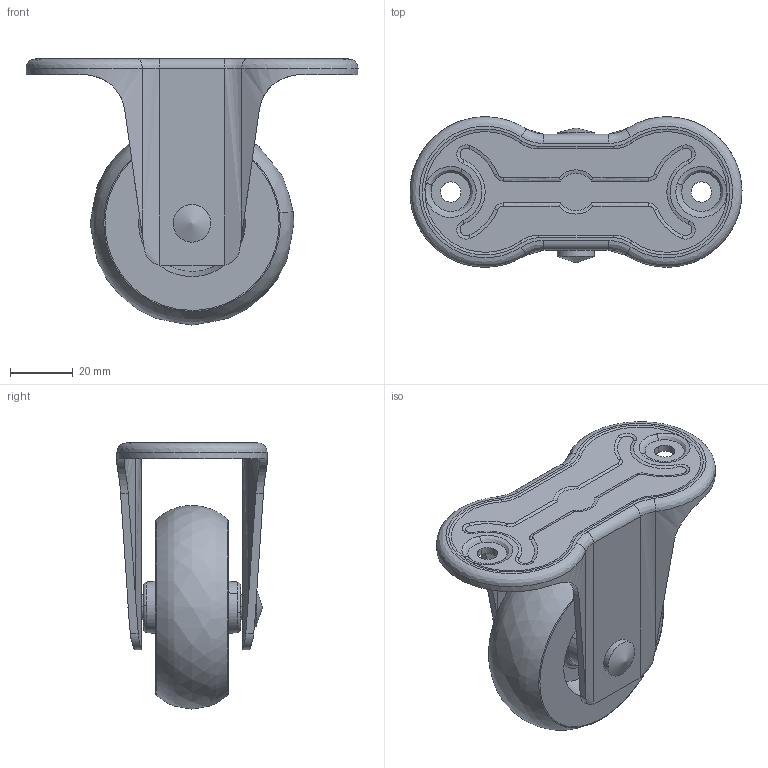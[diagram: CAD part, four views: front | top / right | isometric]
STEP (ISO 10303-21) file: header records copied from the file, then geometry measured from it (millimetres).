
FILE_DESCRIPTION((''),'2;1');
FILE_NAME('','2005-12-16T14:19:17',(''),(''),'','CADfix','');
FILE_SCHEMA(('AUTOMOTIVE_DESIGN'));
Length unit declared in the file: millimetre
Products named in the file (4): wheel; body; axle; No_605G_N_M_15567_36
Assembly tree (3 placements, depth 2):
  No_605G_N_M_15567_36
    wheel
    body
    axle
Bounding box: 105.99 x 48 x 85 mm (x, y, z)
Volume: 84587.1 mm3; surface area: 34537.2 mm2
Topology: 3 solids, 3 shells, 168 faces, 514 edges, 366 vertices
Faces by surface type: bspline 168
Entity records: 7245 total; most frequent: CARTESIAN_POINT 4522, ORIENTED_EDGE 1028, EDGE_CURVE 514, VERTEX_POINT 366, EDGE_LOOP 192, FACE_OUTER_BOUND 168, ADVANCED_FACE 168, QUASI_UNIFORM_CURVE 94
